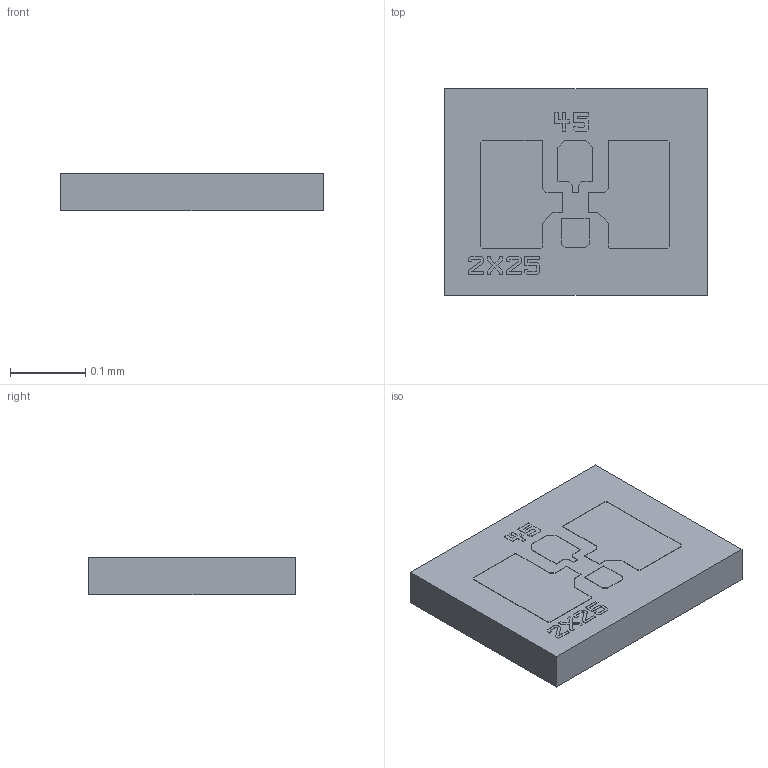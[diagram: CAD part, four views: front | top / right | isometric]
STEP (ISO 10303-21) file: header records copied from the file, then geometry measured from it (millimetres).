
FILE_DESCRIPTION((''),'2;1');
FILE_NAME('H2-50.stp','2011-11-13T09:06:29',('pamacdonald'),(''),'Autodesk Inventor 2011','Autodesk Inventor 2011','');
FILE_SCHEMA(('AUTOMOTIVE_DESIGN { 1 0 10303 214 1 1 1 1 }'));
Length unit declared in the file: inch
Products named in the file (1): H2-50
Bounding box: 0.35 x 0.28 x 0.05 mm (x, y, z)
Volume: 0 mm3; surface area: 0.3 mm2
Topology: 1 solids, 1 shells, 169 faces, 471 edges, 314 vertices
Faces by surface type: plane 169
Entity records: 5357 total; most frequent: CARTESIAN_POINT 955, ORIENTED_EDGE 942, DIRECTION 811, VECTOR 471, LINE 471, EDGE_CURVE 471, VERTEX_POINT 314, EDGE_LOOP 179
